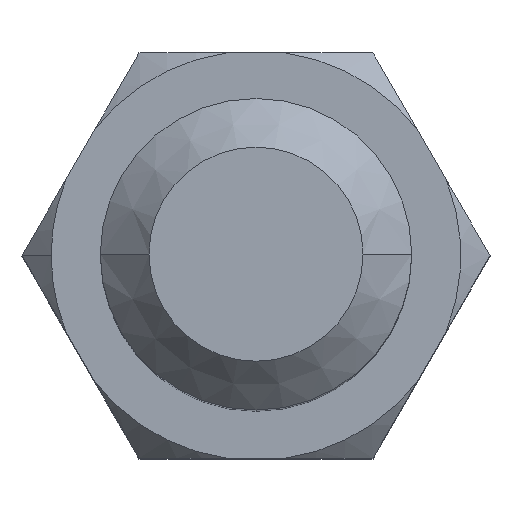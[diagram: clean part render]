
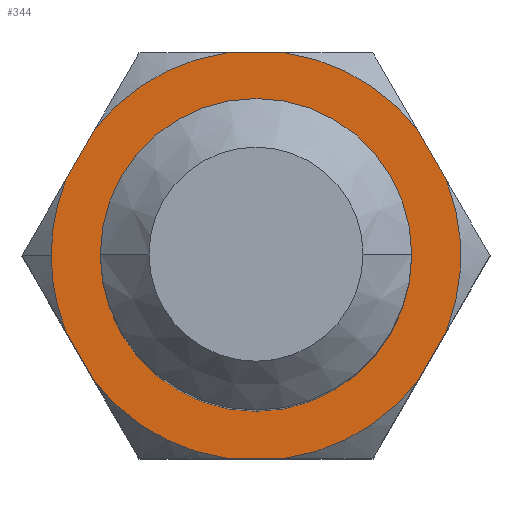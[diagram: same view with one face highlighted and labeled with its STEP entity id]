
A CAD part, top view. The second image highlights one B-rep face of the part: STEP entity #344.
In plain terms, the highlighted planar face has unit normal (0, 0, 1).
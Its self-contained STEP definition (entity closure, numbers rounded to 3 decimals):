
#7 = DIRECTION ( 'NONE',  ( -1., 0., 0. ) ) ;
#12 = CARTESIAN_POINT ( 'NONE',  ( 12.02, 0., 26. ) ) ;
#13 = CARTESIAN_POINT ( 'NONE',  ( -8.255, -6.522, 26. ) ) ;
#19 = VERTEX_POINT ( 'NONE', #13 ) ;
#30 = CARTESIAN_POINT ( 'NONE',  ( -8., 0., 26. ) ) ;
#37 = CARTESIAN_POINT ( 'NONE',  ( -8.255, 6.522, 26. ) ) ;
#54 = DIRECTION ( 'NONE',  ( 0., 0., -1. ) ) ;
#62 = VERTEX_POINT ( 'NONE', #357 ) ;
#64 = DIRECTION ( 'NONE',  ( -1., 0., 0. ) ) ;
#69 = EDGE_CURVE ( 'NONE', #857, #19, #418, .T. ) ;
#70 = CIRCLE ( 'NONE', #798, 10.52 ) ;
#71 = CIRCLE ( 'NONE', #471, 8. ) ;
#82 = VECTOR ( 'NONE', #493, 1000. ) ;
#95 = VECTOR ( 'NONE', #233, 1000. ) ;
#96 = VECTOR ( 'NONE', #279, 1000. ) ;
#102 = EDGE_CURVE ( 'NONE', #959, #482, #774, .T. ) ;
#103 = CARTESIAN_POINT ( 'NONE',  ( -1.52, -10.41, 26. ) ) ;
#106 = DIRECTION ( 'NONE',  ( -1., 0., 0. ) ) ;
#115 = VECTOR ( 'NONE', #873, 1000. ) ;
#117 = VERTEX_POINT ( 'NONE', #30 ) ;
#123 = CARTESIAN_POINT ( 'NONE',  ( 1.52, -10.41, 26. ) ) ;
#140 = CARTESIAN_POINT ( 'NONE',  ( 0., 0., 26. ) ) ;
#145 = DIRECTION ( 'NONE',  ( 0., 0., -1. ) ) ;
#146 = EDGE_CURVE ( 'NONE', #765, #334, #552, .T. ) ;
#149 = ORIENTED_EDGE ( 'NONE', *, *, #193, .F. ) ;
#166 = VECTOR ( 'NONE', #277, 1000. ) ;
#180 = DIRECTION ( 'NONE',  ( 0., 0., -1. ) ) ;
#189 = CARTESIAN_POINT ( 'NONE',  ( 0., 0., 26. ) ) ;
#193 = EDGE_CURVE ( 'NONE', #472, #358, #829, .T. ) ;
#199 = ORIENTED_EDGE ( 'NONE', *, *, #285, .F. ) ;
#221 = DIRECTION ( 'NONE',  ( -1., 0., 0. ) ) ;
#227 = FACE_BOUND ( 'NONE', #785, .T. ) ;
#233 = DIRECTION ( 'NONE',  ( 1., 0., 0. ) ) ;
#240 = AXIS2_PLACEMENT_3D ( 'NONE', #631, #804, #986 ) ;
#251 = ORIENTED_EDGE ( 'NONE', *, *, #440, .T. ) ;
#277 = DIRECTION ( 'NONE',  ( -0.5, -0.866, 0. ) ) ;
#279 = DIRECTION ( 'NONE',  ( 0.5, 0.866, 0. ) ) ;
#281 = EDGE_CURVE ( 'NONE', #467, #293, #536, .T. ) ;
#285 = EDGE_CURVE ( 'NONE', #1009, #554, #946, .T. ) ;
#293 = VERTEX_POINT ( 'NONE', #1042 ) ;
#298 = AXIS2_PLACEMENT_3D ( 'NONE', #745, #494, #64 ) ;
#310 = ORIENTED_EDGE ( 'NONE', *, *, #980, .F. ) ;
#323 = LINE ( 'NONE', #12, #115 ) ;
#325 = LINE ( 'NONE', #377, #96 ) ;
#334 = VERTEX_POINT ( 'NONE', #951 ) ;
#343 = LINE ( 'NONE', #834, #82 ) ;
#344 = ADVANCED_FACE ( 'NONE', ( #227, #753 ), #548, .F. ) ;
#354 = CARTESIAN_POINT ( 'NONE',  ( 0., 0., 26. ) ) ;
#357 = CARTESIAN_POINT ( 'NONE',  ( 8., 0., 26. ) ) ;
#358 = VERTEX_POINT ( 'NONE', #123 ) ;
#364 = DIRECTION ( 'NONE',  ( -1., 0., 0. ) ) ;
#374 = DIRECTION ( 'NONE',  ( 0., 0., 1. ) ) ;
#377 = CARTESIAN_POINT ( 'NONE',  ( 6.01, -10.41, 26. ) ) ;
#379 = LINE ( 'NONE', #485, #931 ) ;
#400 = DIRECTION ( 'NONE',  ( -1., 0., 0. ) ) ;
#402 = ORIENTED_EDGE ( 'NONE', *, *, #1043, .F. ) ;
#416 = AXIS2_PLACEMENT_3D ( 'NONE', #433, #530, #7 ) ;
#418 = CIRCLE ( 'NONE', #240, 10.52 ) ;
#433 = CARTESIAN_POINT ( 'NONE',  ( 0., -20.82, 26. ) ) ;
#440 = EDGE_CURVE ( 'NONE', #472, #334, #325, .T. ) ;
#441 = CIRCLE ( 'NONE', #1010, 8. ) ;
#447 = DIRECTION ( 'NONE',  ( -1., 0., 0. ) ) ;
#467 = VERTEX_POINT ( 'NONE', #983 ) ;
#471 = AXIS2_PLACEMENT_3D ( 'NONE', #189, #970, #106 ) ;
#472 = VERTEX_POINT ( 'NONE', #977 ) ;
#482 = VERTEX_POINT ( 'NONE', #833 ) ;
#485 = CARTESIAN_POINT ( 'NONE',  ( 6.01, 10.41, 26. ) ) ;
#488 = DIRECTION ( 'NONE',  ( 0., 0., -1. ) ) ;
#489 = DIRECTION ( 'NONE',  ( -1., 0., 0. ) ) ;
#493 = DIRECTION ( 'NONE',  ( 0.5, -0.866, 0. ) ) ;
#494 = DIRECTION ( 'NONE',  ( 0., 0., -1. ) ) ;
#497 = CARTESIAN_POINT ( 'NONE',  ( -9.775, -3.888, 26. ) ) ;
#530 = DIRECTION ( 'NONE',  ( 0., 0., -1. ) ) ;
#535 = VERTEX_POINT ( 'NONE', #755 ) ;
#536 = CIRCLE ( 'NONE', #1100, 10.52 ) ;
#548 = PLANE ( 'NONE',  #416 ) ;
#552 = CIRCLE ( 'NONE', #298, 10.52 ) ;
#554 = VERTEX_POINT ( 'NONE', #1085 ) ;
#555 = CARTESIAN_POINT ( 'NONE',  ( 0., 0., 26. ) ) ;
#570 = CARTESIAN_POINT ( 'NONE',  ( -6.01, 10.41, 26. ) ) ;
#582 = EDGE_LOOP ( 'NONE', ( #842, #937, #402, #199, #836, #710, #982, #149, #251, #660, #1066, #997, #908 ) ) ;
#609 = CARTESIAN_POINT ( 'NONE',  ( 9.775, 3.888, 26. ) ) ;
#631 = CARTESIAN_POINT ( 'NONE',  ( 0., 0., 26. ) ) ;
#656 = CARTESIAN_POINT ( 'NONE',  ( 0., 0., 26. ) ) ;
#660 = ORIENTED_EDGE ( 'NONE', *, *, #146, .F. ) ;
#665 = LINE ( 'NONE', #1094, #95 ) ;
#698 = DIRECTION ( 'NONE',  ( 0., 0., -1. ) ) ;
#710 = ORIENTED_EDGE ( 'NONE', *, *, #69, .F. ) ;
#711 = AXIS2_PLACEMENT_3D ( 'NONE', #1000, #145, #489 ) ;
#745 = CARTESIAN_POINT ( 'NONE',  ( 0., 0., 26. ) ) ;
#753 = FACE_OUTER_BOUND ( 'NONE', #582, .T. ) ;
#755 = CARTESIAN_POINT ( 'NONE',  ( -1.52, 10.41, 26. ) ) ;
#757 = DIRECTION ( 'NONE',  ( -1., 0., 0. ) ) ;
#765 = VERTEX_POINT ( 'NONE', #609 ) ;
#769 = AXIS2_PLACEMENT_3D ( 'NONE', #354, #180, #447 ) ;
#772 = CIRCLE ( 'NONE', #816, 10.52 ) ;
#774 = LINE ( 'NONE', #570, #166 ) ;
#783 = EDGE_CURVE ( 'NONE', #765, #293, #323, .T. ) ;
#785 = EDGE_LOOP ( 'NONE', ( #310, #1021 ) ) ;
#791 = CARTESIAN_POINT ( 'NONE',  ( 0., 0., 26. ) ) ;
#798 = AXIS2_PLACEMENT_3D ( 'NONE', #140, #54, #400 ) ;
#804 = DIRECTION ( 'NONE',  ( 0., 0., -1. ) ) ;
#816 = AXIS2_PLACEMENT_3D ( 'NONE', #656, #488, #757 ) ;
#829 = CIRCLE ( 'NONE', #711, 10.52 ) ;
#833 = CARTESIAN_POINT ( 'NONE',  ( -9.775, 3.888, 26. ) ) ;
#834 = CARTESIAN_POINT ( 'NONE',  ( -12.02, 0., 26. ) ) ;
#836 = ORIENTED_EDGE ( 'NONE', *, *, #1032, .T. ) ;
#842 = ORIENTED_EDGE ( 'NONE', *, *, #988, .F. ) ;
#847 = EDGE_CURVE ( 'NONE', #62, #117, #71, .T. ) ;
#857 = VERTEX_POINT ( 'NONE', #103 ) ;
#873 = DIRECTION ( 'NONE',  ( -0.5, 0.866, 0. ) ) ;
#908 = ORIENTED_EDGE ( 'NONE', *, *, #1086, .T. ) ;
#922 = DIRECTION ( 'NONE',  ( -1., 0., 0. ) ) ;
#931 = VECTOR ( 'NONE', #922, 1000. ) ;
#937 = ORIENTED_EDGE ( 'NONE', *, *, #102, .T. ) ;
#946 = CIRCLE ( 'NONE', #769, 10.52 ) ;
#951 = CARTESIAN_POINT ( 'NONE',  ( 9.775, -3.888, 26. ) ) ;
#959 = VERTEX_POINT ( 'NONE', #37 ) ;
#970 = DIRECTION ( 'NONE',  ( 0., 0., 1. ) ) ;
#977 = CARTESIAN_POINT ( 'NONE',  ( 8.255, -6.522, 26. ) ) ;
#980 = EDGE_CURVE ( 'NONE', #117, #62, #441, .T. ) ;
#982 = ORIENTED_EDGE ( 'NONE', *, *, #1023, .T. ) ;
#983 = CARTESIAN_POINT ( 'NONE',  ( 1.52, 10.41, 26. ) ) ;
#986 = DIRECTION ( 'NONE',  ( -1., 0., 0. ) ) ;
#988 = EDGE_CURVE ( 'NONE', #959, #535, #772, .T. ) ;
#997 = ORIENTED_EDGE ( 'NONE', *, *, #281, .F. ) ;
#1000 = CARTESIAN_POINT ( 'NONE',  ( 0., 0., 26. ) ) ;
#1009 = VERTEX_POINT ( 'NONE', #497 ) ;
#1010 = AXIS2_PLACEMENT_3D ( 'NONE', #555, #374, #221 ) ;
#1021 = ORIENTED_EDGE ( 'NONE', *, *, #847, .F. ) ;
#1023 = EDGE_CURVE ( 'NONE', #857, #358, #665, .T. ) ;
#1032 = EDGE_CURVE ( 'NONE', #1009, #19, #343, .T. ) ;
#1042 = CARTESIAN_POINT ( 'NONE',  ( 8.255, 6.522, 26. ) ) ;
#1043 = EDGE_CURVE ( 'NONE', #554, #482, #70, .T. ) ;
#1066 = ORIENTED_EDGE ( 'NONE', *, *, #783, .T. ) ;
#1085 = CARTESIAN_POINT ( 'NONE',  ( -10.52, 0., 26. ) ) ;
#1086 = EDGE_CURVE ( 'NONE', #467, #535, #379, .T. ) ;
#1094 = CARTESIAN_POINT ( 'NONE',  ( -6.01, -10.41, 26. ) ) ;
#1100 = AXIS2_PLACEMENT_3D ( 'NONE', #791, #698, #364 ) ;
